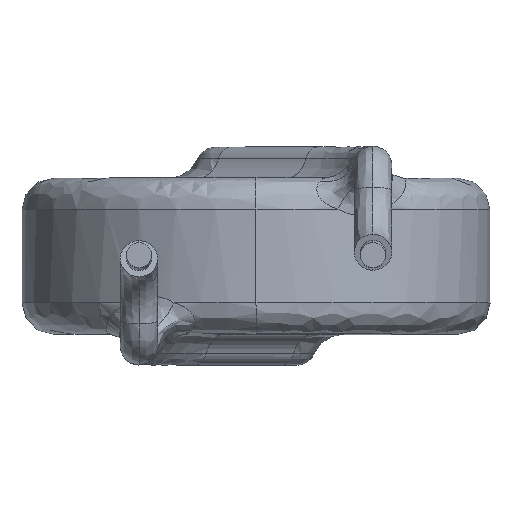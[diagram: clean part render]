
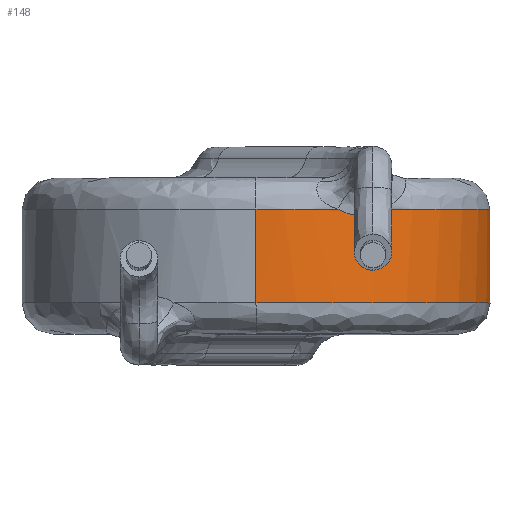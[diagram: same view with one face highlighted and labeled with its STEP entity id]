
A CAD part, top view. The second image highlights one B-rep face of the part: STEP entity #148.
In plain terms, the highlighted cylindrical face has radius 7.5 mm (diameter 15 mm), a partial arc.
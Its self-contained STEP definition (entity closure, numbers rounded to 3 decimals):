
#89 = VERTEX_POINT ( 'NONE', #468 ) ;
#148 = ADVANCED_FACE ( 'NONE', ( #1039 ), #1592, .T. ) ;
#170 = DIRECTION ( 'NONE',  ( 0., 0., -1. ) ) ;
#197 = AXIS2_PLACEMENT_3D ( 'NONE', #3676, #223, #604 ) ;
#223 = DIRECTION ( 'NONE',  ( 0., -1., 0. ) ) ;
#385 = AXIS2_PLACEMENT_3D ( 'NONE', #3569, #919, #170 ) ;
#390 = LINE ( 'NONE', #4432, #4680 ) ;
#438 = DIRECTION ( 'NONE',  ( 0., -1., 0. ) ) ;
#468 = CARTESIAN_POINT ( 'NONE',  ( 0., 1.5, -7.5 ) ) ;
#604 = DIRECTION ( 'NONE',  ( 0., 0., 1. ) ) ;
#717 = CARTESIAN_POINT ( 'NONE',  ( 3.992, 1.5, 6.349 ) ) ;
#763 = AXIS2_PLACEMENT_3D ( 'NONE', #1248, #438, #1666 ) ;
#821 = EDGE_CURVE ( 'NONE', #851, #3403, #3541, .T. ) ;
#851 = VERTEX_POINT ( 'NONE', #717 ) ;
#919 = DIRECTION ( 'NONE',  ( 0., -1., 0. ) ) ;
#1015 = ORIENTED_EDGE ( 'NONE', *, *, #3797, .T. ) ;
#1039 = FACE_OUTER_BOUND ( 'NONE', #1982, .T. ) ;
#1172 = CARTESIAN_POINT ( 'NONE',  ( 3.992, 1.5, 6.349 ) ) ;
#1188 = CARTESIAN_POINT ( 'NONE',  ( 2.733, 1.433, 6.985 ) ) ;
#1248 = CARTESIAN_POINT ( 'NONE',  ( 0., 2.5, 0. ) ) ;
#1277 = CARTESIAN_POINT ( 'NONE',  ( 0., 2.5, -7.5 ) ) ;
#1592 = CYLINDRICAL_SURFACE ( 'NONE', #763, 7.5 ) ;
#1666 = DIRECTION ( 'NONE',  ( 0., 0., -1. ) ) ;
#1674 = DIRECTION ( 'NONE',  ( 0., -1., 0. ) ) ;
#1881 = CARTESIAN_POINT ( 'NONE',  ( 0., 1.5, 7.5 ) ) ;
#1916 = CARTESIAN_POINT ( 'NONE',  ( 2.847, 1.382, 6.94 ) ) ;
#1981 = CARTESIAN_POINT ( 'NONE',  ( 0., 1.5, 0. ) ) ;
#1982 = EDGE_LOOP ( 'NONE', ( #2004, #1015, #3717, #3130, #2752, #3734 ) ) ;
#2004 = ORIENTED_EDGE ( 'NONE', *, *, #4483, .T. ) ;
#2234 = CIRCLE ( 'NONE', #197, 7.5 ) ;
#2280 = CARTESIAN_POINT ( 'NONE',  ( 3.267, 1.299, 6.751 ) ) ;
#2407 = EDGE_CURVE ( 'NONE', #89, #851, #2847, .T. ) ;
#2625 = CARTESIAN_POINT ( 'NONE',  ( 3.088, 1.319, 6.835 ) ) ;
#2752 = ORIENTED_EDGE ( 'NONE', *, *, #2407, .T. ) ;
#2809 = EDGE_CURVE ( 'NONE', #2861, #4054, #2234, .T. ) ;
#2847 = CIRCLE ( 'NONE', #385, 7.5 ) ;
#2861 = VERTEX_POINT ( 'NONE', #2894 ) ;
#2863 = CIRCLE ( 'NONE', #3513, 7.5 ) ;
#2894 = CARTESIAN_POINT ( 'NONE',  ( 0., -1.5, -7.5 ) ) ;
#3130 = ORIENTED_EDGE ( 'NONE', *, *, #3206, .F. ) ;
#3206 = EDGE_CURVE ( 'NONE', #89, #2861, #3828, .T. ) ;
#3333 = CARTESIAN_POINT ( 'NONE',  ( 2.625, 1.5, 7.025 ) ) ;
#3403 = VERTEX_POINT ( 'NONE', #3333 ) ;
#3420 = CARTESIAN_POINT ( 'NONE',  ( 3.56, 1.319, 6.603 ) ) ;
#3466 = VECTOR ( 'NONE', #3895, 1000. ) ;
#3513 = AXIS2_PLACEMENT_3D ( 'NONE', #1981, #1674, #3518 ) ;
#3518 = DIRECTION ( 'NONE',  ( 0., 0., -1. ) ) ;
#3541 = B_SPLINE_CURVE_WITH_KNOTS ( 'NONE', 3,
 ( #1172, #3800, #3780, #3420, #4908, #2280, #4186, #2625, #4556, #1916, #1188, #3730 ),
 .UNSPECIFIED., .F., .F.,
 ( 4, 2, 2, 2, 2, 4 ),
 ( 0., 0.25, 0.5, 0.625, 0.75, 1. ),
 .UNSPECIFIED. ) ;
#3569 = CARTESIAN_POINT ( 'NONE',  ( 0., 1.5, 0. ) ) ;
#3676 = CARTESIAN_POINT ( 'NONE',  ( 0., -1.5, 0. ) ) ;
#3717 = ORIENTED_EDGE ( 'NONE', *, *, #2809, .F. ) ;
#3730 = CARTESIAN_POINT ( 'NONE',  ( 2.625, 1.5, 7.025 ) ) ;
#3734 = ORIENTED_EDGE ( 'NONE', *, *, #821, .T. ) ;
#3780 = CARTESIAN_POINT ( 'NONE',  ( 3.782, 1.386, 6.478 ) ) ;
#3797 = EDGE_CURVE ( 'NONE', #4342, #4054, #390, .T. ) ;
#3800 = CARTESIAN_POINT ( 'NONE',  ( 3.889, 1.435, 6.414 ) ) ;
#3828 = LINE ( 'NONE', #1277, #3466 ) ;
#3895 = DIRECTION ( 'NONE',  ( 0., -1., 0. ) ) ;
#4054 = VERTEX_POINT ( 'NONE', #4378 ) ;
#4094 = DIRECTION ( 'NONE',  ( 0., -1., 0. ) ) ;
#4186 = CARTESIAN_POINT ( 'NONE',  ( 3.207, 1.303, 6.78 ) ) ;
#4342 = VERTEX_POINT ( 'NONE', #1881 ) ;
#4378 = CARTESIAN_POINT ( 'NONE',  ( 0., -1.5, 7.5 ) ) ;
#4432 = CARTESIAN_POINT ( 'NONE',  ( 0., 2.5, 7.5 ) ) ;
#4483 = EDGE_CURVE ( 'NONE', #3403, #4342, #2863, .T. ) ;
#4556 = CARTESIAN_POINT ( 'NONE',  ( 3.029, 1.331, 6.861 ) ) ;
#4680 = VECTOR ( 'NONE', #4094, 1000. ) ;
#4908 = CARTESIAN_POINT ( 'NONE',  ( 3.447, 1.302, 6.662 ) ) ;
